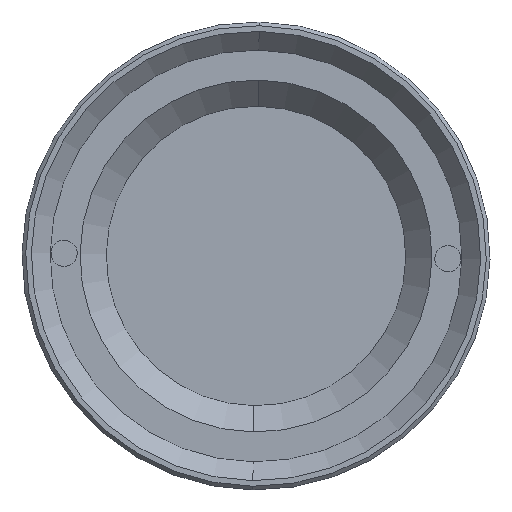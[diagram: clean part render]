
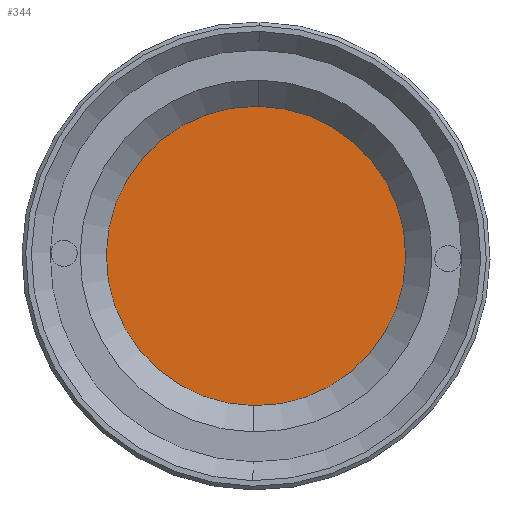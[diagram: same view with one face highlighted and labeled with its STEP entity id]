
A CAD part, front view. The second image highlights one B-rep face of the part: STEP entity #344.
In plain terms, the highlighted planar face has unit normal (0, -1, 0).
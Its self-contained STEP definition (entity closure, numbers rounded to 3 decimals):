
#15 = CARTESIAN_POINT ( 'NONE',  ( 0., 0., 0. ) ) ;
#22 = AXIS2_PLACEMENT_3D ( 'NONE', #15, #413, #811 ) ;
#27 = EDGE_CURVE ( 'NONE', #162, #62, #747, .T. ) ;
#50 = DIRECTION ( 'NONE',  ( 0., 0., 1. ) ) ;
#52 = CARTESIAN_POINT ( 'NONE',  ( 0., 0., -9.5 ) ) ;
#62 = VERTEX_POINT ( 'NONE', #723 ) ;
#144 = CARTESIAN_POINT ( 'NONE',  ( 0., 0., 0. ) ) ;
#153 = EDGE_LOOP ( 'NONE', ( #967, #175 ) ) ;
#162 = VERTEX_POINT ( 'NONE', #52 ) ;
#175 = ORIENTED_EDGE ( 'NONE', *, *, #27, .T. ) ;
#264 = CIRCLE ( 'NONE', #1001, 9.5 ) ;
#344 = ADVANCED_FACE ( 'NONE', ( #637 ), #1047, .F. ) ;
#413 = DIRECTION ( 'NONE',  ( 0., -1., 0. ) ) ;
#540 = CARTESIAN_POINT ( 'NONE',  ( 0., 0., 0. ) ) ;
#542 = DIRECTION ( 'NONE',  ( 0., 1., 0. ) ) ;
#637 = FACE_OUTER_BOUND ( 'NONE', #153, .T. ) ;
#723 = CARTESIAN_POINT ( 'NONE',  ( 0., 0., 9.5 ) ) ;
#745 = AXIS2_PLACEMENT_3D ( 'NONE', #144, #542, #946 ) ;
#747 = CIRCLE ( 'NONE', #22, 9.5 ) ;
#811 = DIRECTION ( 'NONE',  ( 0., 0., 1. ) ) ;
#904 = EDGE_CURVE ( 'NONE', #62, #162, #264, .T. ) ;
#944 = DIRECTION ( 'NONE',  ( 0., -1., 0. ) ) ;
#946 = DIRECTION ( 'NONE',  ( 0., 0., 1. ) ) ;
#967 = ORIENTED_EDGE ( 'NONE', *, *, #904, .T. ) ;
#1001 = AXIS2_PLACEMENT_3D ( 'NONE', #540, #944, #50 ) ;
#1047 = PLANE ( 'NONE',  #745 ) ;
